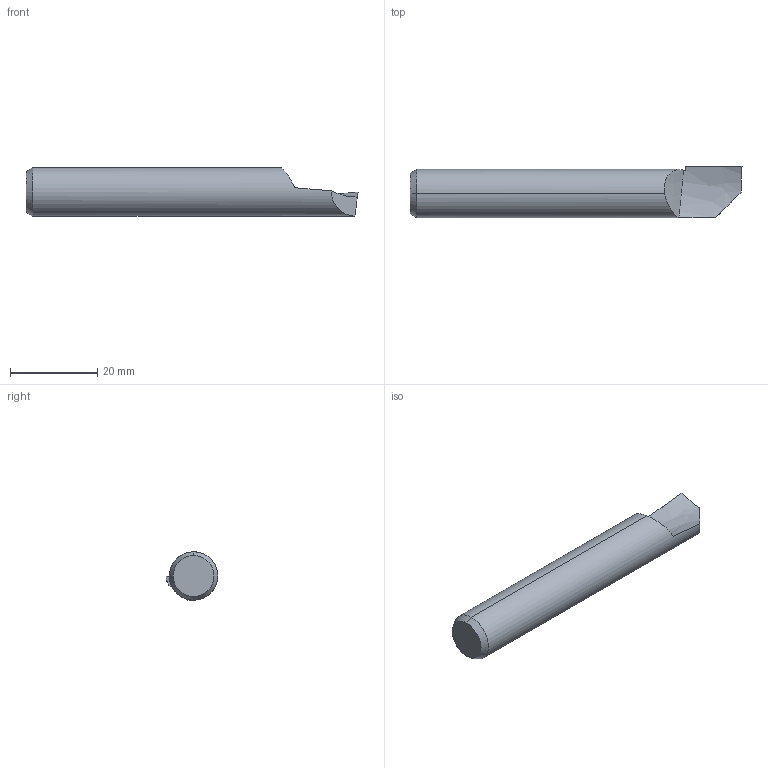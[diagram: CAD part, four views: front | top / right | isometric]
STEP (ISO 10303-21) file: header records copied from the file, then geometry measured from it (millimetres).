
FILE_DESCRIPTION (( 'STEP AP203' ), '1' );
FILE_NAME ('215778-HB480.STEP', '2024-08-09T22:11:51', ( '' ), ( '' ), 'SwSTEP 2.0', 'SolidWorks 2024', '' );
FILE_SCHEMA (( 'CONFIG_CONTROL_DESIGN' ));
Length unit declared in the file: inch
Products named in the file (1): 215778-HB480
Bounding box: 76.2 x 11.85 x 11.11 mm (x, y, z)
Volume: 6366.2 mm3; surface area: 2668.4 mm2
Topology: 1 solids, 1 shells, 17 faces, 42 edges, 27 vertices
Faces by surface type: plane 8, bspline 5, cone 2, cylinder 2
Entity records: 719 total; most frequent: CARTESIAN_POINT 309, ORIENTED_EDGE 84, DIRECTION 51, EDGE_CURVE 42, VERTEX_POINT 27, AXIS2_PLACEMENT_3D 21, FACE_OUTER_BOUND 17, ADVANCED_FACE 17
